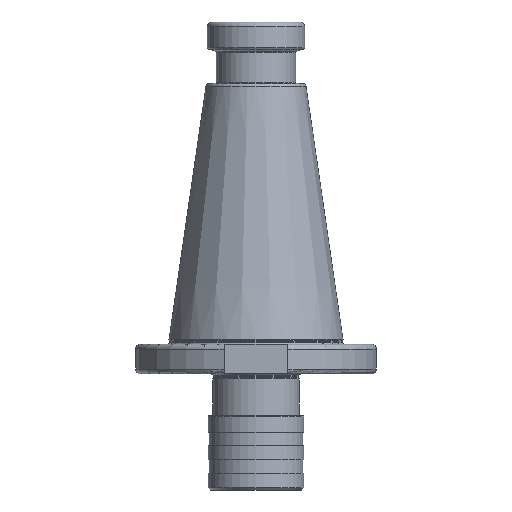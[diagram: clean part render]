
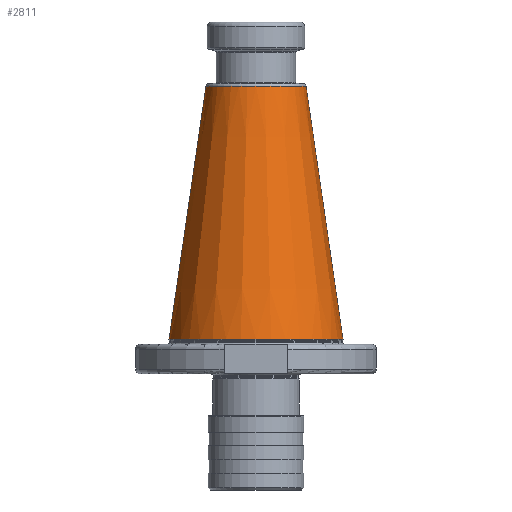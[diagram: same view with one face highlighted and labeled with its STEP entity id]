
A CAD part, left-side view. The second image highlights one B-rep face of the part: STEP entity #2811.
In plain terms, the highlighted conical face has half-angle 8.297 degrees and reference radius 27.65 mm.
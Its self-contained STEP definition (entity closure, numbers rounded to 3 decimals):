
#367=DIRECTION('',(0,-0.144,0.99));
#368=VECTOR('',#367,103.254);
#369=CARTESIAN_POINT('',(0,35.1,14));
#370=LINE('',#369,#368);
#371=DIRECTION('',(0,0.144,0.99));
#372=VECTOR('',#371,103.254);
#373=CARTESIAN_POINT('',(0,-35.1,14));
#374=LINE('',#373,#372);
#375=CARTESIAN_POINT('',(0,0,14));
#376=DIRECTION('',(0,0,1));
#377=DIRECTION('',(0,1,0));
#378=AXIS2_PLACEMENT_3D('',#375,#376,#377);
#400=CARTESIAN_POINT('',(0,0,116.173));
#401=DIRECTION('',(0,0,1));
#402=DIRECTION('',(0,1,0));
#403=AXIS2_PLACEMENT_3D('',#400,#401,#402);
#2021=CARTESIAN_POINT('',(0,35.1,14));
#2022=VERTEX_POINT('',#2021);
#2023=CARTESIAN_POINT('',(0,20.2,116.173));
#2024=VERTEX_POINT('',#2023);
#2061=CARTESIAN_POINT('',(0,-35.1,14));
#2062=VERTEX_POINT('',#2061);
#2063=CARTESIAN_POINT('',(0,-20.2,116.173));
#2064=VERTEX_POINT('',#2063);
#2797=CARTESIAN_POINT('',(0,0,65.087));
#2798=DIRECTION('',(0,0,-1));
#2799=DIRECTION('',(0,-1,0));
#2800=AXIS2_PLACEMENT_3D('',#2797,#2798,#2799);
#2801=CONICAL_SURFACE('',#2800,27.65,8.297);
#2803=ORIENTED_EDGE('',*,*,#2802,.T.);
#2805=ORIENTED_EDGE('',*,*,#2804,.T.);
#2807=ORIENTED_EDGE('',*,*,#2806,.F.);
#2808=ORIENTED_EDGE('',*,*,#2790,.F.);
#2809=EDGE_LOOP('',(#2803,#2805,#2807,#2808));
#2810=FACE_OUTER_BOUND('',#2809,.F.);
#2811=ADVANCED_FACE('',(#2810),#2801,.T.);
#379=CIRCLE('',#378,35.1);
#404=CIRCLE('',#403,20.2);
#2790=EDGE_CURVE('',#2022,#2062,#379,.T.);
#2802=EDGE_CURVE('',#2022,#2024,#370,.T.);
#2804=EDGE_CURVE('',#2024,#2064,#404,.T.);
#2806=EDGE_CURVE('',#2062,#2064,#374,.T.);
